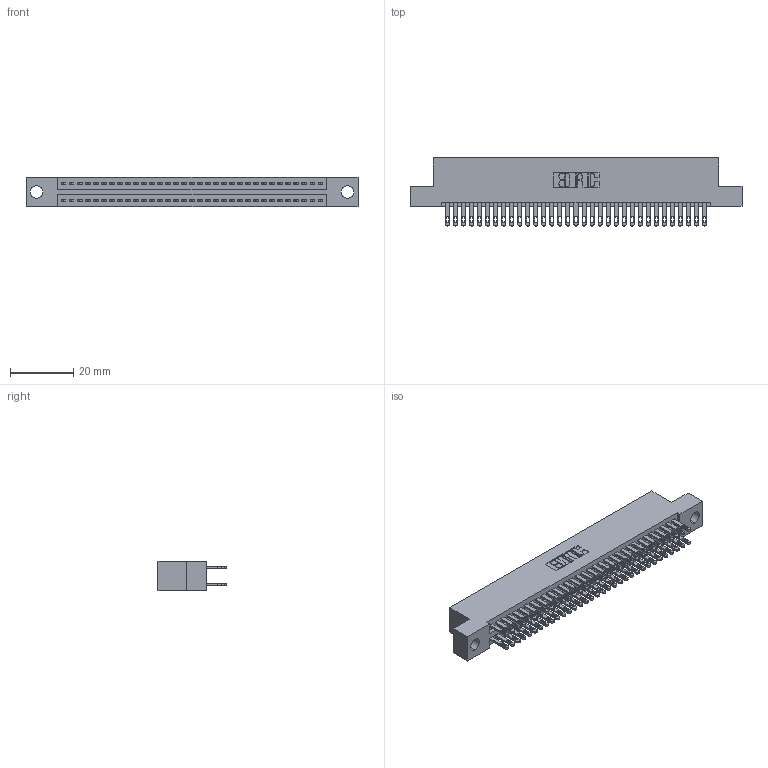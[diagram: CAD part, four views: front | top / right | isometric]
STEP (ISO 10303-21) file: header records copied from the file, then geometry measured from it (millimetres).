
FILE_DESCRIPTION (( 'STEP AP203' ), '1' );
FILE_NAME ('895-066-500-204.STEP', '2020-09-28T12:14:03', ( '' ), ( '' ), 'SwSTEP 2.0', 'SolidWorks 2020', '' );
FILE_SCHEMA (( 'CONFIG_CONTROL_DESIGN' ));
Length unit declared in the file: inch
Products named in the file (3): 895-066-500-204; 845 Part_Flush Mounting Lugs - 0.156 Dia-TH; 345-292-001_345-293-100
Assembly tree (67 placements, depth 2):
  895-066-500-204
    845 Part_Flush Mounting Lugs - 0.156 Dia-TH
    345-292-001_345-293-100  x66
Bounding box: 105.03 x 21.51 x 9.4 mm (x, y, z)
Volume: 10232.9 mm3; surface area: 15440 mm2
Topology: 67 solids, 67 shells, 3162 faces, 9647 edges, 6430 vertices
Faces by surface type: plane 1862, cylinder 1300
Entity records: 27037 total; most frequent: CARTESIAN_POINT 4540, ORIENTED_EDGE 4474, DIRECTION 4017, EDGE_CURVE 2237, VECTOR 1969, LINE 1969, VERTEX_POINT 1490, AXIS2_PLACEMENT_3D 1024
